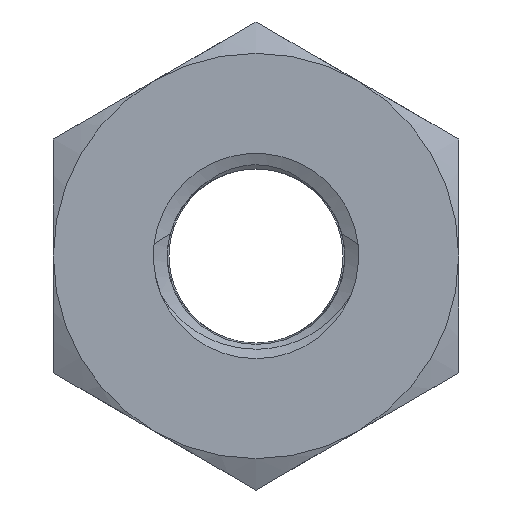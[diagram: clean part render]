
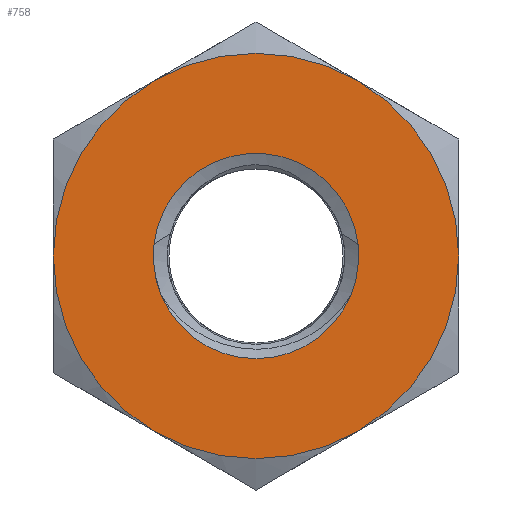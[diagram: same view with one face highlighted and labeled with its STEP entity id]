
A CAD part, front view. The second image highlights one B-rep face of the part: STEP entity #758.
In plain terms, the highlighted planar face has unit normal (0, -1, 0).
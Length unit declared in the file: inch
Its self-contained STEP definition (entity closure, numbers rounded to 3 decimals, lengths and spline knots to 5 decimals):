
#32=PLANE('',#846);
#152=FACE_BOUND('',#260,.T.);
#186=FACE_OUTER_BOUND('',#259,.T.);
#259=EDGE_LOOP('',(#608,#609,#610,#611,#612,#613));
#260=EDGE_LOOP('',(#614,#615,#616,#617));
#304=CIRCLE('',#804,0.1875);
#313=CIRCLE('',#835,0.095);
#314=CIRCLE('',#836,0.095);
#317=CIRCLE('',#842,0.095);
#318=CIRCLE('',#845,0.095);
#319=CIRCLE('',#847,0.1875);
#320=CIRCLE('',#848,0.1875);
#321=CIRCLE('',#849,0.1875);
#322=CIRCLE('',#850,0.1875);
#323=CIRCLE('',#851,0.1875);
#342=VERTEX_POINT('',#1122);
#343=VERTEX_POINT('',#1123);
#375=VERTEX_POINT('',#1496);
#376=VERTEX_POINT('',#1509);
#377=VERTEX_POINT('',#1522);
#379=VERTEX_POINT('',#1533);
#386=VERTEX_POINT('',#1618);
#387=VERTEX_POINT('',#1620);
#388=VERTEX_POINT('',#1622);
#389=VERTEX_POINT('',#1624);
#419=EDGE_CURVE('',#342,#343,#304,.T.);
#455=EDGE_CURVE('',#376,#377,#313,.T.);
#458=EDGE_CURVE('',#379,#375,#314,.T.);
#467=EDGE_CURVE('',#377,#379,#317,.T.);
#469=EDGE_CURVE('',#375,#376,#318,.T.);
#471=EDGE_CURVE('',#343,#386,#319,.T.);
#472=EDGE_CURVE('',#386,#387,#320,.T.);
#473=EDGE_CURVE('',#387,#388,#321,.T.);
#474=EDGE_CURVE('',#388,#389,#322,.T.);
#475=EDGE_CURVE('',#389,#342,#323,.T.);
#608=ORIENTED_EDGE('',*,*,#419,.T.);
#609=ORIENTED_EDGE('',*,*,#471,.T.);
#610=ORIENTED_EDGE('',*,*,#472,.T.);
#611=ORIENTED_EDGE('',*,*,#473,.T.);
#612=ORIENTED_EDGE('',*,*,#474,.T.);
#613=ORIENTED_EDGE('',*,*,#475,.T.);
#614=ORIENTED_EDGE('',*,*,#458,.F.);
#615=ORIENTED_EDGE('',*,*,#467,.F.);
#616=ORIENTED_EDGE('',*,*,#455,.F.);
#617=ORIENTED_EDGE('',*,*,#469,.F.);
#758=ADVANCED_FACE('',(#186,#152),#32,.F.);
#804=AXIS2_PLACEMENT_3D('',#1124,#919,#920);
#835=AXIS2_PLACEMENT_3D('',#1523,#981,#982);
#836=AXIS2_PLACEMENT_3D('',#1544,#983,#984);
#842=AXIS2_PLACEMENT_3D('',#1592,#995,#996);
#845=AXIS2_PLACEMENT_3D('',#1603,#1001,#1002);
#846=AXIS2_PLACEMENT_3D('',#1617,#1003,#1004);
#847=AXIS2_PLACEMENT_3D('',#1619,#1005,#1006);
#848=AXIS2_PLACEMENT_3D('',#1621,#1007,#1008);
#849=AXIS2_PLACEMENT_3D('',#1623,#1009,#1010);
#850=AXIS2_PLACEMENT_3D('',#1625,#1011,#1012);
#851=AXIS2_PLACEMENT_3D('',#1626,#1013,#1014);
#919=DIRECTION('center_axis',(0.,-1.,0.));
#920=DIRECTION('ref_axis',(0.,0.,-1.));
#981=DIRECTION('center_axis',(0.,-1.,0.));
#982=DIRECTION('ref_axis',(0.,0.,-1.));
#983=DIRECTION('center_axis',(0.,-1.,0.));
#984=DIRECTION('ref_axis',(0.,0.,-1.));
#995=DIRECTION('center_axis',(0.,-1.,0.));
#996=DIRECTION('ref_axis',(0.,0.,-1.));
#1001=DIRECTION('center_axis',(0.,-1.,0.));
#1002=DIRECTION('ref_axis',(0.,0.,-1.));
#1003=DIRECTION('center_axis',(0.,1.,0.));
#1004=DIRECTION('ref_axis',(0.,0.,1.));
#1005=DIRECTION('center_axis',(0.,-1.,0.));
#1006=DIRECTION('ref_axis',(0.,0.,-1.));
#1007=DIRECTION('center_axis',(0.,-1.,0.));
#1008=DIRECTION('ref_axis',(0.,0.,-1.));
#1009=DIRECTION('center_axis',(0.,-1.,0.));
#1010=DIRECTION('ref_axis',(0.,0.,-1.));
#1011=DIRECTION('center_axis',(0.,-1.,0.));
#1012=DIRECTION('ref_axis',(0.,0.,-1.));
#1013=DIRECTION('center_axis',(0.,-1.,0.));
#1014=DIRECTION('ref_axis',(0.,0.,-1.));
#1122=CARTESIAN_POINT('',(0.09375,0.,0.16238));
#1123=CARTESIAN_POINT('',(-0.09375,0.,0.16238));
#1124=CARTESIAN_POINT('Origin',(0.,0.,0.));
#1496=CARTESIAN_POINT('',(0.09432,0.,0.01134));
#1509=CARTESIAN_POINT('',(-0.09432,0.,0.01134));
#1522=CARTESIAN_POINT('',(-0.08809,0.,-0.03558));
#1523=CARTESIAN_POINT('Origin',(0.,0.,0.));
#1533=CARTESIAN_POINT('',(0.08809,0.,-0.03558));
#1544=CARTESIAN_POINT('Origin',(0.,0.,0.));
#1592=CARTESIAN_POINT('Origin',(0.,0.,0.));
#1603=CARTESIAN_POINT('Origin',(0.,0.,0.));
#1617=CARTESIAN_POINT('Origin',(0.,0.,-0.21651));
#1618=CARTESIAN_POINT('',(-0.1875,0.,0.));
#1619=CARTESIAN_POINT('Origin',(0.,0.,0.));
#1620=CARTESIAN_POINT('',(-0.09375,0.,-0.16238));
#1621=CARTESIAN_POINT('Origin',(0.,0.,0.));
#1622=CARTESIAN_POINT('',(0.09375,0.,-0.16238));
#1623=CARTESIAN_POINT('Origin',(0.,0.,0.));
#1624=CARTESIAN_POINT('',(0.1875,0.,0.));
#1625=CARTESIAN_POINT('Origin',(0.,0.,0.));
#1626=CARTESIAN_POINT('Origin',(0.,0.,0.));
